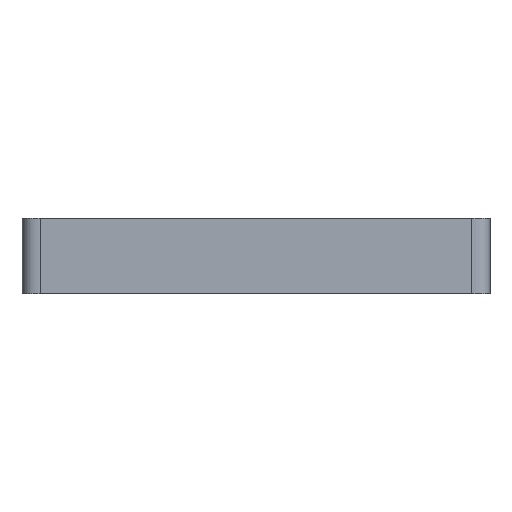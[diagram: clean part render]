
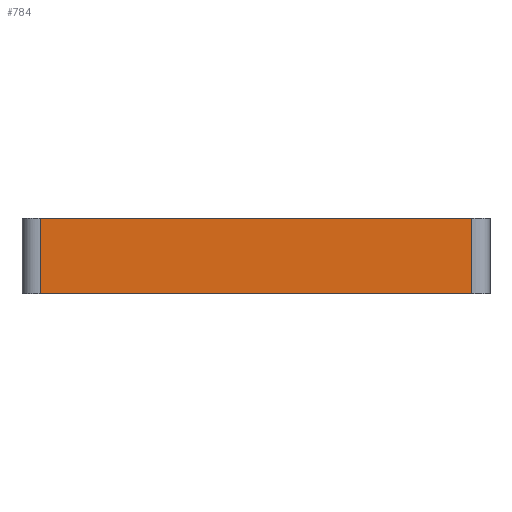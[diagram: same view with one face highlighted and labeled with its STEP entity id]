
A CAD part, left-side view. The second image highlights one B-rep face of the part: STEP entity #784.
In plain terms, the highlighted planar face has unit normal (-1, 0, 0).
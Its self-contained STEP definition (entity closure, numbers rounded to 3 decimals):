
#10 = DIRECTION ( 'NONE',  ( 0., 0., -1. ) ) ;
#43 = CARTESIAN_POINT ( 'NONE',  ( 387.555, 561.461, 0. ) ) ;
#80 = CARTESIAN_POINT ( 'NONE',  ( 387.555, 561.461, 5.85 ) ) ;
#158 = ORIENTED_EDGE ( 'NONE', *, *, #482, .F. ) ;
#163 = VERTEX_POINT ( 'NONE', #400 ) ;
#365 = CARTESIAN_POINT ( 'NONE',  ( 387.555, 527.817, 5.85 ) ) ;
#383 = VECTOR ( 'NONE', #401, 1000. ) ;
#400 = CARTESIAN_POINT ( 'NONE',  ( 387.555, 527.817, 0. ) ) ;
#401 = DIRECTION ( 'NONE',  ( 0., -1., 0. ) ) ;
#413 = VERTEX_POINT ( 'NONE', #706 ) ;
#432 = VECTOR ( 'NONE', #10, 1000. ) ;
#438 = PLANE ( 'NONE',  #860 ) ;
#482 = EDGE_CURVE ( 'NONE', #1427, #163, #1453, .T. ) ;
#491 = VECTOR ( 'NONE', #1136, 1000. ) ;
#542 = CARTESIAN_POINT ( 'NONE',  ( 387.555, 561.461, 5.85 ) ) ;
#654 = CARTESIAN_POINT ( 'NONE',  ( 387.555, 561.461, 5.85 ) ) ;
#664 = ORIENTED_EDGE ( 'NONE', *, *, #1368, .F. ) ;
#706 = CARTESIAN_POINT ( 'NONE',  ( 387.555, 561.461, 0. ) ) ;
#750 = FACE_OUTER_BOUND ( 'NONE', #1080, .T. ) ;
#784 = ADVANCED_FACE ( 'NONE', ( #750 ), #438, .F. ) ;
#815 = LINE ( 'NONE', #889, #491 ) ;
#860 = AXIS2_PLACEMENT_3D ( 'NONE', #654, #905, #1014 ) ;
#881 = ORIENTED_EDGE ( 'NONE', *, *, #1264, .T. ) ;
#889 = CARTESIAN_POINT ( 'NONE',  ( 387.555, 561.461, 5.85 ) ) ;
#905 = DIRECTION ( 'NONE',  ( 1., 0., 0. ) ) ;
#987 = ORIENTED_EDGE ( 'NONE', *, *, #1310, .T. ) ;
#1014 = DIRECTION ( 'NONE',  ( 0., 0., -1. ) ) ;
#1080 = EDGE_LOOP ( 'NONE', ( #881, #158, #664, #987 ) ) ;
#1121 = DIRECTION ( 'NONE',  ( 0., 0., -1. ) ) ;
#1136 = DIRECTION ( 'NONE',  ( 0., -1., 0. ) ) ;
#1264 = EDGE_CURVE ( 'NONE', #413, #163, #1439, .T. ) ;
#1310 = EDGE_CURVE ( 'NONE', #1335, #413, #1329, .T. ) ;
#1329 = LINE ( 'NONE', #80, #1364 ) ;
#1335 = VERTEX_POINT ( 'NONE', #542 ) ;
#1364 = VECTOR ( 'NONE', #1121, 1000. ) ;
#1368 = EDGE_CURVE ( 'NONE', #1335, #1427, #815, .T. ) ;
#1427 = VERTEX_POINT ( 'NONE', #1472 ) ;
#1439 = LINE ( 'NONE', #43, #383 ) ;
#1453 = LINE ( 'NONE', #365, #432 ) ;
#1472 = CARTESIAN_POINT ( 'NONE',  ( 387.555, 527.817, 5.85 ) ) ;
